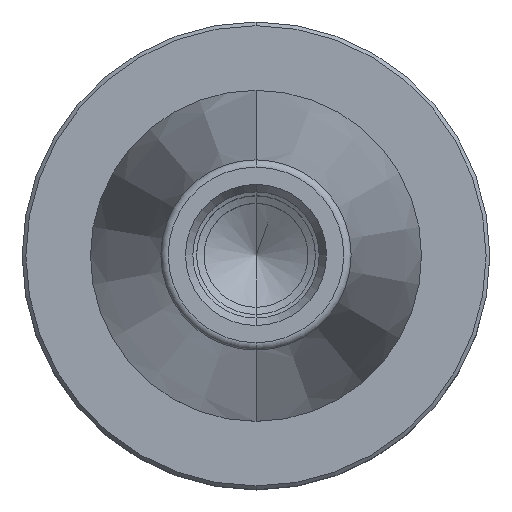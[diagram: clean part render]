
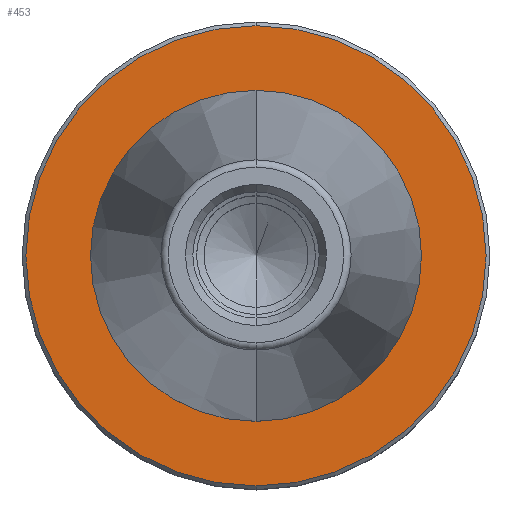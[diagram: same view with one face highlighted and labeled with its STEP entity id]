
A CAD part, top view. The second image highlights one B-rep face of the part: STEP entity #453.
In plain terms, the highlighted planar face has unit normal (0, 0, 1).
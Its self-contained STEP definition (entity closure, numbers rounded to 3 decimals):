
#367=VERTEX_POINT('',#912);
#389=VERTEX_POINT('',#938);
#403=EDGE_CURVE('',#451,#389,#953,.T.);
#451=VERTEX_POINT('',#1006);
#453=ADVANCED_FACE('',(#1008,#1009),#1010,.T.);
#483=EDGE_CURVE('',#593,#367,#1046,.T.);
#593=VERTEX_POINT('',#1172);
#679=EDGE_CURVE('',#389,#451,#1263,.T.);
#707=EDGE_CURVE('',#367,#593,#1293,.T.);
#912=CARTESIAN_POINT('',(0.,-31.0,-2.0));
#938=CARTESIAN_POINT('',(0.0,22.298,-2.0));
#953=CIRCLE('',#1598,22.298);
#1006=CARTESIAN_POINT('',(0.,-22.298,-2.0));
#1008=FACE_OUTER_BOUND('',#1669,.T.);
#1009=FACE_BOUND('',#1670,.T.);
#1010=PLANE('',#1671);
#1046=CIRCLE('',#1716,31.0);
#1172=CARTESIAN_POINT('',(0.0,31.0,-2.0));
#1263=CIRCLE('',#1994,22.298);
#1293=CIRCLE('',#2036,31.0);
#1598=AXIS2_PLACEMENT_3D('',#2342,#2343,#2344);
#1669=EDGE_LOOP('',(#2408,#2409));
#1670=EDGE_LOOP('',(#2410,#2411));
#1671=AXIS2_PLACEMENT_3D('',#2412,#2413,#2414);
#1716=AXIS2_PLACEMENT_3D('',#2468,#2469,#2470);
#1994=AXIS2_PLACEMENT_3D('',#2743,#2744,#2745);
#2036=AXIS2_PLACEMENT_3D('',#2780,#2781,#2782);
#2342=CARTESIAN_POINT('',(0.0,0.0,-2.0));
#2343=DIRECTION('',(0.0,0.0,-1.0));
#2344=DIRECTION('',(0.0,1.0,0.0));
#2408=ORIENTED_EDGE('',*,*,#483,.F.);
#2409=ORIENTED_EDGE('',*,*,#707,.F.);
#2410=ORIENTED_EDGE('',*,*,#679,.T.);
#2411=ORIENTED_EDGE('',*,*,#403,.T.);
#2412=CARTESIAN_POINT('',(0.0,26.649,-2.0));
#2413=DIRECTION('',(-0.0,0.0,1.0));
#2414=DIRECTION('',(0.0,-1.0,0.0));
#2468=CARTESIAN_POINT('',(0.0,0.0,-2.0));
#2469=DIRECTION('',(0.0,0.0,-1.0));
#2470=DIRECTION('',(0.0,1.0,0.0));
#2743=CARTESIAN_POINT('',(0.0,0.0,-2.0));
#2744=DIRECTION('',(0.0,0.0,-1.0));
#2745=DIRECTION('',(0.0,1.0,0.0));
#2780=CARTESIAN_POINT('',(0.0,0.0,-2.0));
#2781=DIRECTION('',(0.0,0.0,-1.0));
#2782=DIRECTION('',(0.0,1.0,0.0));
